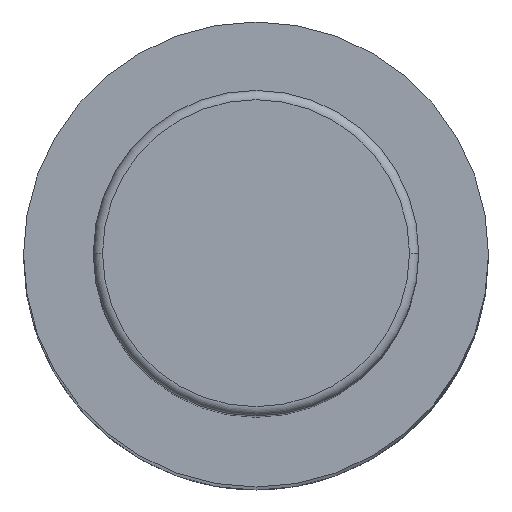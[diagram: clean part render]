
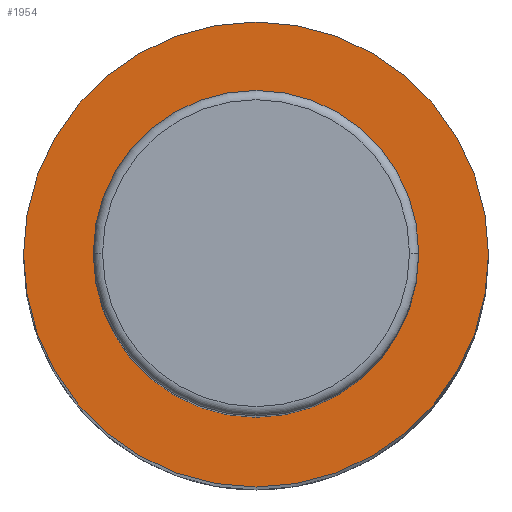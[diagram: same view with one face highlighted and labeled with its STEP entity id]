
A CAD part, top view. The second image highlights one B-rep face of the part: STEP entity #1954.
In plain terms, the highlighted planar face has unit normal (0, 0, 1).
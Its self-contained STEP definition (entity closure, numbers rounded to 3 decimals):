
#21 = EDGE_CURVE ( 'NONE', #1345, #1047, #895, .T. ) ;
#127 = CARTESIAN_POINT ( 'NONE',  ( 0., 0., 182. ) ) ;
#175 = AXIS2_PLACEMENT_3D ( 'NONE', #1554, #1017, #1917 ) ;
#253 = EDGE_LOOP ( 'NONE', ( #1066, #1409 ) ) ;
#308 = DIRECTION ( 'NONE',  ( -1., 0., 0. ) ) ;
#350 = AXIS2_PLACEMENT_3D ( 'NONE', #127, #1380, #308 ) ;
#364 = CIRCLE ( 'NONE', #350, 17.5 ) ;
#417 = DIRECTION ( 'NONE',  ( 0., 0., -1. ) ) ;
#509 = EDGE_CURVE ( 'NONE', #1337, #1374, #744, .T. ) ;
#567 = EDGE_LOOP ( 'NONE', ( #872, #1477 ) ) ;
#607 = DIRECTION ( 'NONE',  ( 0., 0., 1. ) ) ;
#632 = CARTESIAN_POINT ( 'NONE',  ( 0., 0., 182. ) ) ;
#652 = CARTESIAN_POINT ( 'NONE',  ( -17.5, 0., 182. ) ) ;
#744 = CIRCLE ( 'NONE', #2175, 17.5 ) ;
#797 = CIRCLE ( 'NONE', #1240, 25. ) ;
#815 = DIRECTION ( 'NONE',  ( -1., 0., 0. ) ) ;
#872 = ORIENTED_EDGE ( 'NONE', *, *, #2118, .T. ) ;
#895 = CIRCLE ( 'NONE', #175, 25. ) ;
#942 = EDGE_CURVE ( 'NONE', #1047, #1345, #797, .T. ) ;
#987 = CARTESIAN_POINT ( 'NONE',  ( 17.5, 0., 182. ) ) ;
#1017 = DIRECTION ( 'NONE',  ( 0., 0., -1. ) ) ;
#1047 = VERTEX_POINT ( 'NONE', #1166 ) ;
#1066 = ORIENTED_EDGE ( 'NONE', *, *, #21, .F. ) ;
#1141 = CARTESIAN_POINT ( 'NONE',  ( -17.5, 0., 182. ) ) ;
#1152 = FACE_OUTER_BOUND ( 'NONE', #253, .T. ) ;
#1166 = CARTESIAN_POINT ( 'NONE',  ( 25., 0., 182. ) ) ;
#1240 = AXIS2_PLACEMENT_3D ( 'NONE', #1495, #417, #1668 ) ;
#1320 = PLANE ( 'NONE',  #1717 ) ;
#1337 = VERTEX_POINT ( 'NONE', #987 ) ;
#1345 = VERTEX_POINT ( 'NONE', #1891 ) ;
#1374 = VERTEX_POINT ( 'NONE', #652 ) ;
#1380 = DIRECTION ( 'NONE',  ( 0., 0., -1. ) ) ;
#1409 = ORIENTED_EDGE ( 'NONE', *, *, #942, .F. ) ;
#1477 = ORIENTED_EDGE ( 'NONE', *, *, #509, .T. ) ;
#1495 = CARTESIAN_POINT ( 'NONE',  ( 0., 0., 182. ) ) ;
#1554 = CARTESIAN_POINT ( 'NONE',  ( 0., 0., 182. ) ) ;
#1627 = FACE_BOUND ( 'NONE', #567, .T. ) ;
#1668 = DIRECTION ( 'NONE',  ( -1., 0., 0. ) ) ;
#1717 = AXIS2_PLACEMENT_3D ( 'NONE', #1141, #607, #1868 ) ;
#1868 = DIRECTION ( 'NONE',  ( 1., 0., 0. ) ) ;
#1891 = CARTESIAN_POINT ( 'NONE',  ( -25., 0., 182. ) ) ;
#1893 = DIRECTION ( 'NONE',  ( 0., 0., -1. ) ) ;
#1917 = DIRECTION ( 'NONE',  ( -1., 0., 0. ) ) ;
#1954 = ADVANCED_FACE ( 'NONE', ( #1627, #1152 ), #1320, .T. ) ;
#2118 = EDGE_CURVE ( 'NONE', #1374, #1337, #364, .T. ) ;
#2175 = AXIS2_PLACEMENT_3D ( 'NONE', #632, #1893, #815 ) ;
